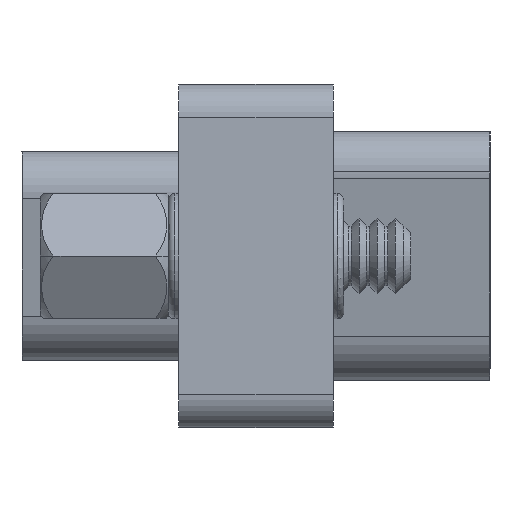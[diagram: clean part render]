
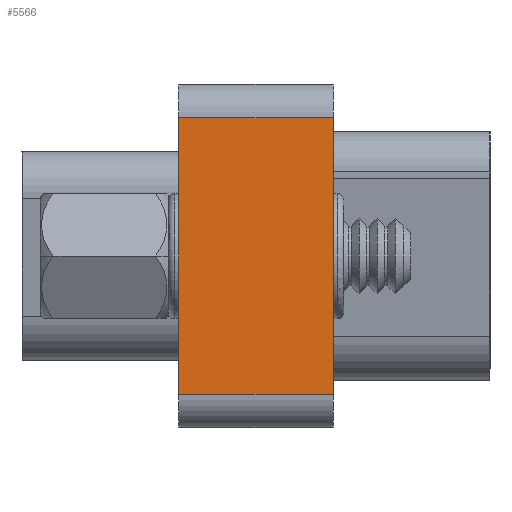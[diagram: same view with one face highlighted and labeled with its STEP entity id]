
A CAD part, left-side view. The second image highlights one B-rep face of the part: STEP entity #5566.
In plain terms, the highlighted planar face has unit normal (-1, 0, 0).
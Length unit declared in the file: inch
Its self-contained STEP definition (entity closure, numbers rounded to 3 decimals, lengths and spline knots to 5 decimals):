
#5552 = EDGE_LOOP ( 'NONE', ( #5567, #5571, #5573, #5574 ) ) ;
#5566 = ADVANCED_FACE ( 'NONE', ( #11081 ), #11080, .F. ) ;
#5567 = ORIENTED_EDGE ( 'NONE', *, *, #5568, .T. ) ;
#5568 = EDGE_CURVE ( 'NONE', #5569, #5570, #11075, .T. ) ;
#5569 = VERTEX_POINT ( 'NONE', #11071 ) ;
#5570 = VERTEX_POINT ( 'NONE', #11070 ) ;
#5571 = ORIENTED_EDGE ( 'NONE', *, *, #5572, .T. ) ;
#5572 = EDGE_CURVE ( 'NONE', #5570, #22862, #11069, .T. ) ;
#5573 = ORIENTED_EDGE ( 'NONE', *, *, #22861, .F. ) ;
#5574 = ORIENTED_EDGE ( 'NONE', *, *, #5575, .T. ) ;
#5575 = EDGE_CURVE ( 'NONE', #22859, #5569, #11065, .T. ) ;
#11064 = CARTESIAN_POINT ( 'NONE',  ( -1.05, 0.115, -0.205 ) ) ;
#11065 = LINE ( 'NONE', #11064, #11131 ) ;
#11066 = DIRECTION ( 'NONE',  ( 0., 1., 0. ) ) ;
#11067 = VECTOR ( 'NONE', #11066, 39.37008 ) ;
#11068 = CARTESIAN_POINT ( 'NONE',  ( -1.05, 0.115, 0.205 ) ) ;
#11069 = LINE ( 'NONE', #11068, #11067 ) ;
#11070 = CARTESIAN_POINT ( 'NONE',  ( -1.05, -0.115, 0.205 ) ) ;
#11071 = CARTESIAN_POINT ( 'NONE',  ( -1.05, -0.115, -0.205 ) ) ;
#11072 = DIRECTION ( 'NONE',  ( 0., 0., 1. ) ) ;
#11073 = VECTOR ( 'NONE', #11072, 39.37008 ) ;
#11074 = CARTESIAN_POINT ( 'NONE',  ( -1.05, -0.115, 0.255 ) ) ;
#11075 = LINE ( 'NONE', #11074, #11073 ) ;
#11076 = DIRECTION ( 'NONE',  ( 0., 0., -1. ) ) ;
#11077 = DIRECTION ( 'NONE',  ( 1., 0., 0. ) ) ;
#11078 = CARTESIAN_POINT ( 'NONE',  ( -1.05, 0.115, 0.255 ) ) ;
#11079 = AXIS2_PLACEMENT_3D ( 'NONE', #11078, #11077, #11076 ) ;
#11080 = PLANE ( 'NONE',  #11079 ) ;
#11081 = FACE_OUTER_BOUND ( 'NONE', #5552, .T. ) ;
#11130 = DIRECTION ( 'NONE',  ( 0., -1., 0. ) ) ;
#11131 = VECTOR ( 'NONE', #11130, 39.37008 ) ;
#22859 = VERTEX_POINT ( 'NONE', #31733 ) ;
#22861 = EDGE_CURVE ( 'NONE', #22859, #22862, #31732, .T. ) ;
#22862 = VERTEX_POINT ( 'NONE', #31728 ) ;
#31728 = CARTESIAN_POINT ( 'NONE',  ( -1.05, 0.115, 0.205 ) ) ;
#31729 = DIRECTION ( 'NONE',  ( 0., 0., 1. ) ) ;
#31730 = VECTOR ( 'NONE', #31729, 39.37008 ) ;
#31731 = CARTESIAN_POINT ( 'NONE',  ( -1.05, 0.115, 0.255 ) ) ;
#31732 = LINE ( 'NONE', #31731, #31730 ) ;
#31733 = CARTESIAN_POINT ( 'NONE',  ( -1.05, 0.115, -0.205 ) ) ;
